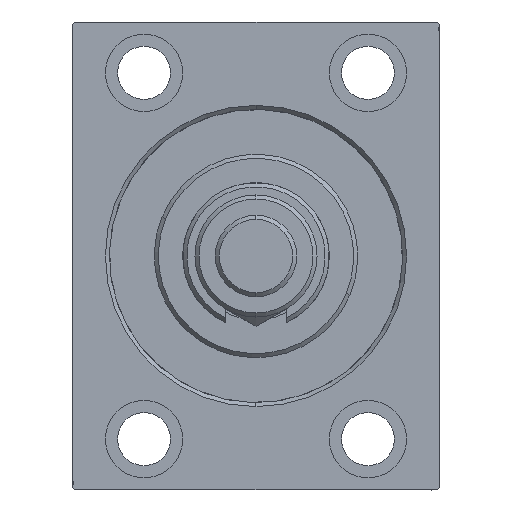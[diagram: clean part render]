
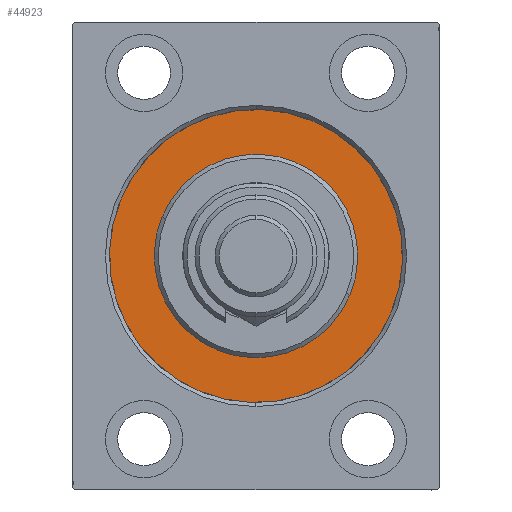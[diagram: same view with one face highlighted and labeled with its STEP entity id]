
A CAD part, left-side view. The second image highlights one B-rep face of the part: STEP entity #44923.
In plain terms, the highlighted face is planar.
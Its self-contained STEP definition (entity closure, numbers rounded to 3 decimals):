
#41 = VERTEX_POINT ( 'NONE', #3307 ) ;
#3307 = CARTESIAN_POINT ( 'NONE',  ( 0., 0., -36. ) ) ;
#3705 = DIRECTION ( 'NONE',  ( 0., 0., 1. ) ) ;
#5170 = VERTEX_POINT ( 'NONE', #28324 ) ;
#6065 = CIRCLE ( 'NONE', #40053, 25. ) ;
#6783 = CARTESIAN_POINT ( 'NONE',  ( 0., 0., -25. ) ) ;
#8489 = CIRCLE ( 'NONE', #25852, 36. ) ;
#9884 = DIRECTION ( 'NONE',  ( 1., 0., 0. ) ) ;
#10317 = DIRECTION ( 'NONE',  ( -1., 0., 0. ) ) ;
#10823 = CIRCLE ( 'NONE', #28167, 25. ) ;
#13658 = CARTESIAN_POINT ( 'NONE',  ( 0., 0., 0. ) ) ;
#13716 = CIRCLE ( 'NONE', #43193, 36. ) ;
#14344 = CARTESIAN_POINT ( 'NONE',  ( 0., 0., 0. ) ) ;
#14537 = CARTESIAN_POINT ( 'NONE',  ( 0., 0., 0. ) ) ;
#15269 = DIRECTION ( 'NONE',  ( -1., 0., 0. ) ) ;
#15328 = EDGE_CURVE ( 'NONE', #5170, #30472, #6065, .T. ) ;
#15910 = ORIENTED_EDGE ( 'NONE', *, *, #25819, .F. ) ;
#16004 = CARTESIAN_POINT ( 'NONE',  ( 0., 0., 0. ) ) ;
#23335 = FACE_BOUND ( 'NONE', #30621, .T. ) ;
#23369 = VERTEX_POINT ( 'NONE', #39009 ) ;
#23573 = DIRECTION ( 'NONE',  ( -1., 0., 0. ) ) ;
#23707 = AXIS2_PLACEMENT_3D ( 'NONE', #16004, #23573, #44856 ) ;
#24735 = DIRECTION ( 'NONE',  ( 0., 0., 1. ) ) ;
#25421 = DIRECTION ( 'NONE',  ( 0., 0., -1. ) ) ;
#25819 = EDGE_CURVE ( 'NONE', #30472, #5170, #10823, .T. ) ;
#25852 = AXIS2_PLACEMENT_3D ( 'NONE', #14344, #15269, #3705 ) ;
#26531 = ORIENTED_EDGE ( 'NONE', *, *, #15328, .F. ) ;
#26659 = FACE_OUTER_BOUND ( 'NONE', #31089, .T. ) ;
#28167 = AXIS2_PLACEMENT_3D ( 'NONE', #13658, #9884, #38968 ) ;
#28324 = CARTESIAN_POINT ( 'NONE',  ( 0., 0., 25. ) ) ;
#28966 = DIRECTION ( 'NONE',  ( 1., 0., 0. ) ) ;
#30472 = VERTEX_POINT ( 'NONE', #6783 ) ;
#30621 = EDGE_LOOP ( 'NONE', ( #26531, #15910 ) ) ;
#31089 = EDGE_LOOP ( 'NONE', ( #36675, #46601 ) ) ;
#33999 = PLANE ( 'NONE',  #23707 ) ;
#36675 = ORIENTED_EDGE ( 'NONE', *, *, #38597, .F. ) ;
#38597 = EDGE_CURVE ( 'NONE', #41, #23369, #13716, .T. ) ;
#38968 = DIRECTION ( 'NONE',  ( 0., 0., -1. ) ) ;
#39009 = CARTESIAN_POINT ( 'NONE',  ( 0., 0., 36. ) ) ;
#40053 = AXIS2_PLACEMENT_3D ( 'NONE', #14537, #28966, #25421 ) ;
#40255 = EDGE_CURVE ( 'NONE', #23369, #41, #8489, .T. ) ;
#42233 = CARTESIAN_POINT ( 'NONE',  ( 0., 0., 0. ) ) ;
#43193 = AXIS2_PLACEMENT_3D ( 'NONE', #42233, #10317, #24735 ) ;
#44856 = DIRECTION ( 'NONE',  ( 0., 0., 1. ) ) ;
#44923 = ADVANCED_FACE ( 'NONE', ( #23335, #26659 ), #33999, .F. ) ;
#46601 = ORIENTED_EDGE ( 'NONE', *, *, #40255, .F. ) ;
